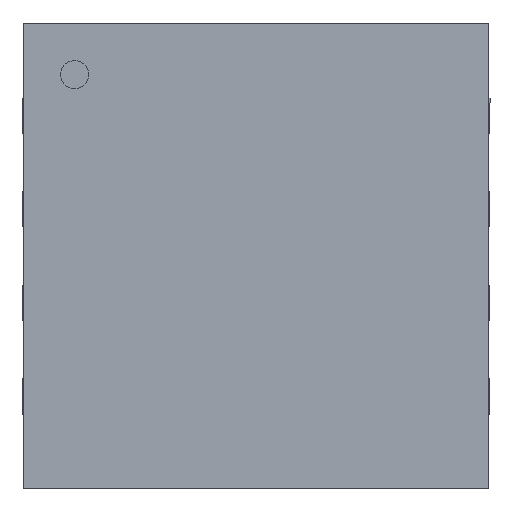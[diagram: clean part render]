
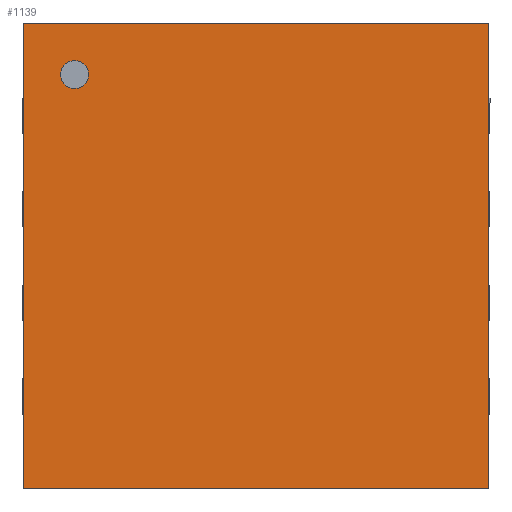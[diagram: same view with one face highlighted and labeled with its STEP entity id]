
A CAD part, top view. The second image highlights one B-rep face of the part: STEP entity #1139.
In plain terms, the highlighted planar face has unit normal (0, 0, 1).
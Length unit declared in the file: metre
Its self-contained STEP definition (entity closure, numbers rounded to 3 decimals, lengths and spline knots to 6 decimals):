
#60 = VERTEX_POINT ( 'NONE', #1414 ) ;
#154 = CARTESIAN_POINT ( 'NONE',  ( -0.00199, -0.00199, 0.00082 ) ) ;
#208 = DIRECTION ( 'NONE',  ( 0., -1., 0. ) ) ;
#268 = PLANE ( 'NONE',  #778 ) ;
#288 = DIRECTION ( 'NONE',  ( 0., 1., 0. ) ) ;
#408 = VERTEX_POINT ( 'NONE', #2817 ) ;
#422 = EDGE_CURVE ( 'NONE', #60, #1265, #2743, .T. ) ;
#483 = FACE_BOUND ( 'NONE', #575, .T. ) ;
#513 = CARTESIAN_POINT ( 'NONE',  ( -0.00199, -0.00199, 0.00082 ) ) ;
#553 = CARTESIAN_POINT ( 'NONE',  ( 0.00199, 0.00199, 0.00082 ) ) ;
#575 = EDGE_LOOP ( 'NONE', ( #1694, #2086 ) ) ;
#610 = EDGE_CURVE ( 'NONE', #408, #2618, #2095, .T. ) ;
#657 = VERTEX_POINT ( 'NONE', #2932 ) ;
#676 = CIRCLE ( 'NONE', #1065, 0.00007 ) ;
#778 = AXIS2_PLACEMENT_3D ( 'NONE', #513, #2586, #2353 ) ;
#836 = DIRECTION ( 'NONE',  ( 1., 0., 0. ) ) ;
#891 = ORIENTED_EDGE ( 'NONE', *, *, #2254, .T. ) ;
#964 = CARTESIAN_POINT ( 'NONE',  ( 0.00199, -0.00199, 0.00082 ) ) ;
#1008 = LINE ( 'NONE', #2974, #2381 ) ;
#1065 = AXIS2_PLACEMENT_3D ( 'NONE', #1688, #1253, #1983 ) ;
#1139 = ADVANCED_FACE ( 'NONE', ( #483, #1823 ), #268, .T. ) ;
#1253 = DIRECTION ( 'NONE',  ( 0., 0., -1. ) ) ;
#1265 = VERTEX_POINT ( 'NONE', #553 ) ;
#1414 = CARTESIAN_POINT ( 'NONE',  ( 0.00199, -0.00199, 0.00082 ) ) ;
#1464 = VECTOR ( 'NONE', #836, 1. ) ;
#1501 = CARTESIAN_POINT ( 'NONE',  ( -0.00155, 0.00162, 0.00082 ) ) ;
#1647 = ORIENTED_EDGE ( 'NONE', *, *, #2577, .T. ) ;
#1688 = CARTESIAN_POINT ( 'NONE',  ( -0.00155, 0.00155, 0.00082 ) ) ;
#1694 = ORIENTED_EDGE ( 'NONE', *, *, #610, .T. ) ;
#1742 = DIRECTION ( 'NONE',  ( 0., -1., 0. ) ) ;
#1823 = FACE_OUTER_BOUND ( 'NONE', #2279, .T. ) ;
#1983 = DIRECTION ( 'NONE',  ( 0., -1., 0. ) ) ;
#1994 = LINE ( 'NONE', #154, #1464 ) ;
#2004 = CARTESIAN_POINT ( 'NONE',  ( -0.00155, 0.00155, 0.00082 ) ) ;
#2027 = AXIS2_PLACEMENT_3D ( 'NONE', #2004, #2700, #1742 ) ;
#2086 = ORIENTED_EDGE ( 'NONE', *, *, #2510, .T. ) ;
#2095 = CIRCLE ( 'NONE', #2027, 0.00007 ) ;
#2115 = ORIENTED_EDGE ( 'NONE', *, *, #2860, .T. ) ;
#2254 = EDGE_CURVE ( 'NONE', #1265, #657, #2862, .T. ) ;
#2279 = EDGE_LOOP ( 'NONE', ( #2898, #891, #2115, #1647 ) ) ;
#2283 = CARTESIAN_POINT ( 'NONE',  ( -0.00199, 0.00199, 0.00082 ) ) ;
#2353 = DIRECTION ( 'NONE',  ( 1., 0., 0. ) ) ;
#2381 = VECTOR ( 'NONE', #208, 1. ) ;
#2510 = EDGE_CURVE ( 'NONE', #2618, #408, #676, .T. ) ;
#2517 = VERTEX_POINT ( 'NONE', #2629 ) ;
#2577 = EDGE_CURVE ( 'NONE', #2517, #60, #1994, .T. ) ;
#2585 = VECTOR ( 'NONE', #288, 1. ) ;
#2586 = DIRECTION ( 'NONE',  ( 0., 0., 1. ) ) ;
#2587 = DIRECTION ( 'NONE',  ( -1., 0., 0. ) ) ;
#2618 = VERTEX_POINT ( 'NONE', #1501 ) ;
#2629 = CARTESIAN_POINT ( 'NONE',  ( -0.00199, -0.00199, 0.00082 ) ) ;
#2642 = VECTOR ( 'NONE', #2587, 1. ) ;
#2700 = DIRECTION ( 'NONE',  ( 0., 0., -1. ) ) ;
#2743 = LINE ( 'NONE', #964, #2585 ) ;
#2817 = CARTESIAN_POINT ( 'NONE',  ( -0.00155, 0.00148, 0.00082 ) ) ;
#2860 = EDGE_CURVE ( 'NONE', #657, #2517, #1008, .T. ) ;
#2862 = LINE ( 'NONE', #2283, #2642 ) ;
#2898 = ORIENTED_EDGE ( 'NONE', *, *, #422, .T. ) ;
#2932 = CARTESIAN_POINT ( 'NONE',  ( -0.00199, 0.00199, 0.00082 ) ) ;
#2974 = CARTESIAN_POINT ( 'NONE',  ( -0.00199, -0.00199, 0.00082 ) ) ;
